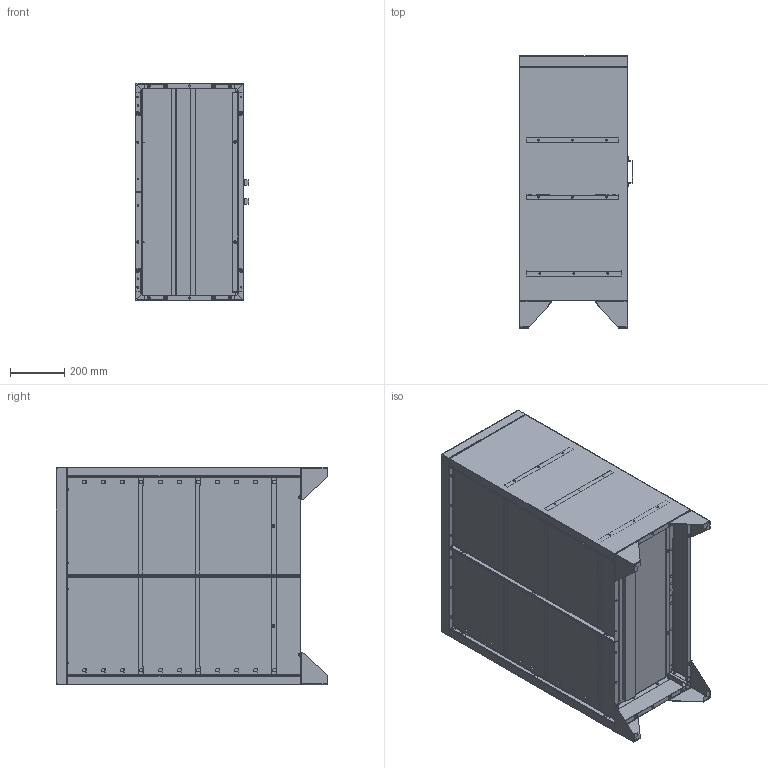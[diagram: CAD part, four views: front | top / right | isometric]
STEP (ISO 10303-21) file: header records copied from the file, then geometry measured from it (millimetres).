
FILE_DESCRIPTION (( 'STEP AP203' ), '1' );
FILE_NAME ('2012.STEP', '2023-06-15T06:21:51', ( '' ), ( '' ), 'SwSTEP 2.0', 'SolidWorks 2022', '' );
FILE_SCHEMA (( 'CONFIG_CONTROL_DESIGN' ));
Length unit declared in the file: millimetre
Products named in the file (20): Sroub ISO 7045  8mm - H_M6x10-4.8-H.IGS; 2012; 04801504-B.IGS; ZrcadleníDveře-900-větráví Pravé.IGS; 04801409-N.IGS; 04803601.IGS; 04800605-v2.IGS; 08201201.IGS; MOSS_005487000002.IGS; 04801502-A.IGS; 04800606-B.IGS; 04800615.IGS; Sroub ISO 7049 - CH_ST4,8x9,5-C-H.IGS; Sroub ISO 7045  8mm - H_M6x12-4.8-H.IGS; 04801501-A.IGS; 04801621-A.IGS; 04800608.IGS; Matice M6-6-A3L ISO  4032.IGS; 04801503-B.IGS; 2012.IGS
Assembly tree (72 placements, depth 3):
  2012
    2012.IGS
      04801501-A.IGS
      04801502-A.IGS
      04801503-B.IGS
      04801504-B.IGS
      04800605-v2.IGS
      04800606-B.IGS
      04801409-N.IGS  x2
      04800608.IGS
      04800615.IGS  x4
      Sroub ISO 7049 - CH_ST4,8x9,5-C-H.IGS  x16
      MOSS_005487000002.IGS  x2
      04803601.IGS  x2
      Sroub ISO 7045  8mm - H_M6x12-4.8-H.IGS  x4
      04801621-A.IGS  x4
      08201201.IGS
      ZrcadleníDveře-900-větráví Pravé.IGS
      Matice M6-6-A3L ISO  4032.IGS  x16
      Sroub ISO 7045  8mm - H_M6x10-4.8-H.IGS  x12
Bounding box: 418.87 x 1000 x 800.16 mm (x, y, z)
Volume: 2397099.8 mm3; surface area: 8285440.8 mm2
Topology: 72 solids, 72 shells, 4692 faces, 11368 edges, 6772 vertices
Faces by surface type: bspline 4692
Entity records: 187932 total; most frequent: CARTESIAN_POINT 141481, ORIENTED_EDGE 14352, EDGE_CURVE 7176, B_SPLINE_CURVE_WITH_KNOTS 5713, VERTEX_POINT 4272, EDGE_LOOP 3312, ADVANCED_FACE 2929, FACE_OUTER_BOUND 2929
